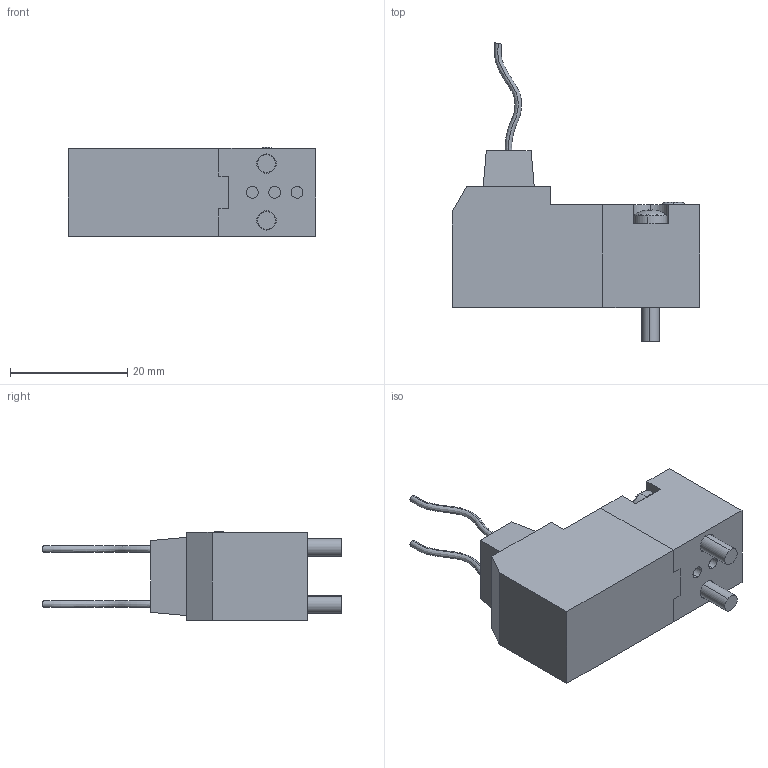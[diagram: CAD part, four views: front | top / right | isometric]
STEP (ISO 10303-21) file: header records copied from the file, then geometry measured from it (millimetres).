
FILE_DESCRIPTION (( 'STEP AP214' ), '1' );
FILE_NAME ('GVP-221C-12D.step', '2018-10-25T18:24:53', ( '' ), ( '' ), 'SwSTEP 2.0', 'SolidWorks 2018', '' );
FILE_SCHEMA (( 'AUTOMOTIVE_DESIGN' ));
Length unit declared in the file: inch
Products named in the file (1): GVP-221C-12D
Bounding box: 42.24 x 50.9 x 15.3 mm (x, y, z)
Volume: 12370.9 mm3; surface area: 5435.8 mm2
Topology: 4 solids, 4 shells, 116 faces, 274 edges, 176 vertices
Faces by surface type: plane 79, cylinder 23, torus 6, sphere 4, bspline 4
Entity records: 5603 total; most frequent: CARTESIAN_POINT 1263, DIRECTION 600, ORIENTED_EDGE 548, EDGE_CURVE 274, AXIS2_PLACEMENT_3D 217, VERTEX_POINT 176, LINE 166, VECTOR 166
